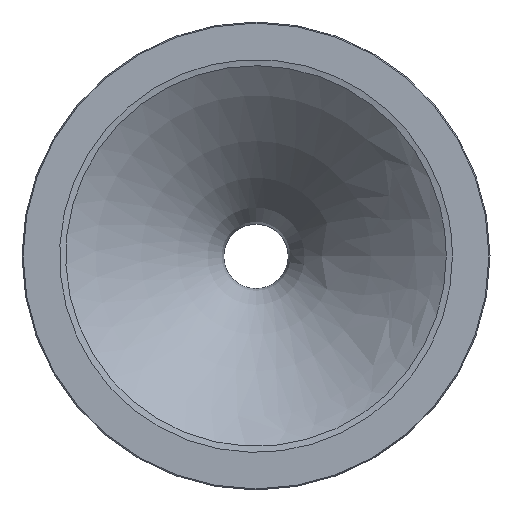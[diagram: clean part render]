
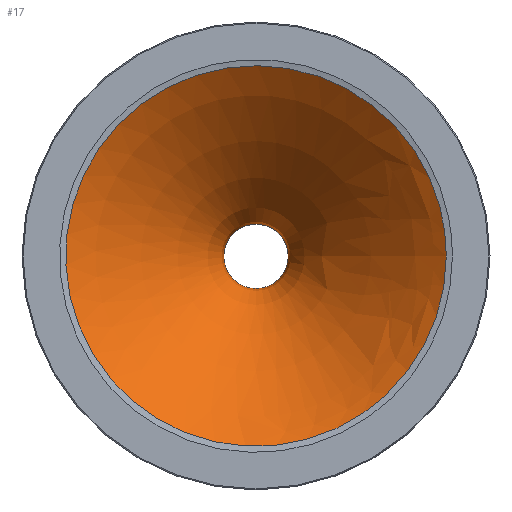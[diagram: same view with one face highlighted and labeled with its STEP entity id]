
A CAD part, top view. The second image highlights one B-rep face of the part: STEP entity #17.
In plain terms, the highlighted face is a revolution surface.
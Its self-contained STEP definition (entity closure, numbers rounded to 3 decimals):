
#17 = ADVANCED_FACE('',(#18),#33,.T.);
#18 = FACE_BOUND('',#19,.T.);
#19 = EDGE_LOOP('',(#20,#55,#82,#83));
#20 = ORIENTED_EDGE('',*,*,#21,.F.);
#21 = EDGE_CURVE('',#22,#24,#26,.T.);
#22 = VERTEX_POINT('',#23);
#23 = CARTESIAN_POINT('',(3.,0.,7.85));
#24 = VERTEX_POINT('',#25);
#25 = CARTESIAN_POINT('',(17.729,0.,
    23.871));
#26 = SEAM_CURVE('',#27,(#32,#48),.PCURVE_S1.);
#27 = B_SPLINE_CURVE_WITH_KNOTS('',3,(#28,#29,#30,#31),.UNSPECIFIED.,.F.
  ,.F.,(4,4),(0.,1.),.PIECEWISE_BEZIER_KNOTS.);
#28 = CARTESIAN_POINT('',(3.,0.,7.85));
#29 = CARTESIAN_POINT('',(3.401,0.,11.689));
#30 = CARTESIAN_POINT('',(16.684,0.,23.653));
#31 = CARTESIAN_POINT('',(18.,0.,24.));
#32 = PCURVE('',#33,#42);
#33 = SURFACE_OF_REVOLUTION('',#34,#39);
#34 = B_SPLINE_CURVE_WITH_KNOTS('',3,(#35,#36,#37,#38),.UNSPECIFIED.,.F.
  ,.F.,(4,4),(0.,1.),.PIECEWISE_BEZIER_KNOTS.);
#35 = CARTESIAN_POINT('',(3.,0.,7.85));
#36 = CARTESIAN_POINT('',(3.401,0.,11.689));
#37 = CARTESIAN_POINT('',(16.684,0.,23.653));
#38 = CARTESIAN_POINT('',(18.,0.,24.));
#39 = AXIS1_PLACEMENT('',#40,#41);
#40 = CARTESIAN_POINT('',(0.,0.,0.));
#41 = DIRECTION('',(0.,0.,-1.));
#42 = DEFINITIONAL_REPRESENTATION('',(#43),#47);
#43 = LINE('',#44,#45);
#44 = CARTESIAN_POINT('',(0.,0.));
#45 = VECTOR('',#46,1.);
#46 = DIRECTION('',(0.,1.));
#47 = ( GEOMETRIC_REPRESENTATION_CONTEXT(2) 
PARAMETRIC_REPRESENTATION_CONTEXT() REPRESENTATION_CONTEXT('2D SPACE',''
  ) );
#48 = PCURVE('',#33,#49);
#49 = DEFINITIONAL_REPRESENTATION('',(#50),#54);
#50 = LINE('',#51,#52);
#51 = CARTESIAN_POINT('',(6.283,0.));
#52 = VECTOR('',#53,1.);
#53 = DIRECTION('',(0.,1.));
#54 = ( GEOMETRIC_REPRESENTATION_CONTEXT(2) 
PARAMETRIC_REPRESENTATION_CONTEXT() REPRESENTATION_CONTEXT('2D SPACE',''
  ) );
#55 = ORIENTED_EDGE('',*,*,#56,.T.);
#56 = EDGE_CURVE('',#22,#22,#57,.T.);
#57 = SURFACE_CURVE('',#58,(#63,#70),.PCURVE_S1.);
#58 = CIRCLE('',#59,3.);
#59 = AXIS2_PLACEMENT_3D('',#60,#61,#62);
#60 = CARTESIAN_POINT('',(0.,0.,7.85));
#61 = DIRECTION('',(0.,0.,-1.));
#62 = DIRECTION('',(1.,0.,0.));
#63 = PCURVE('',#33,#64);
#64 = DEFINITIONAL_REPRESENTATION('',(#65),#69);
#65 = LINE('',#66,#67);
#66 = CARTESIAN_POINT('',(0.,0.));
#67 = VECTOR('',#68,1.);
#68 = DIRECTION('',(1.,0.));
#69 = ( GEOMETRIC_REPRESENTATION_CONTEXT(2) 
PARAMETRIC_REPRESENTATION_CONTEXT() REPRESENTATION_CONTEXT('2D SPACE',''
  ) );
#70 = PCURVE('',#71,#76);
#71 = CYLINDRICAL_SURFACE('',#72,3.);
#72 = AXIS2_PLACEMENT_3D('',#73,#74,#75);
#73 = CARTESIAN_POINT('',(0.,0.,7.85));
#74 = DIRECTION('',(0.,0.,-1.));
#75 = DIRECTION('',(1.,0.,0.));
#76 = DEFINITIONAL_REPRESENTATION('',(#77),#81);
#77 = LINE('',#78,#79);
#78 = CARTESIAN_POINT('',(0.,0.));
#79 = VECTOR('',#80,1.);
#80 = DIRECTION('',(1.,0.));
#81 = ( GEOMETRIC_REPRESENTATION_CONTEXT(2) 
PARAMETRIC_REPRESENTATION_CONTEXT() REPRESENTATION_CONTEXT('2D SPACE',''
  ) );
#82 = ORIENTED_EDGE('',*,*,#21,.T.);
#83 = ORIENTED_EDGE('',*,*,#84,.F.);
#84 = EDGE_CURVE('',#24,#24,#85,.T.);
#85 = SURFACE_CURVE('',#86,(#107,#131),.PCURVE_S1.);
#86 = B_SPLINE_CURVE_WITH_KNOTS('',10,(#87,#88,#89,#90,#91,#92,#93,#94,
    #95,#96,#97,#98,#99,#100,#101,#102,#103,#104,#105,#106),
  .UNSPECIFIED.,.T.,.F.,(11,9,11),(0.,56.549,
    113.097),.UNSPECIFIED.);
#87 = CARTESIAN_POINT('',(17.729,0.,
    23.871));
#88 = CARTESIAN_POINT('',(17.729,-5.489,
    23.871));
#89 = CARTESIAN_POINT('',(15.84,-11.062,23.871
    ));
#90 = CARTESIAN_POINT('',(11.969,-15.936,
    23.871));
#91 = CARTESIAN_POINT('',(6.419,-19.256,23.871)
  );
#92 = CARTESIAN_POINT('',(-0.005,-20.387,
    23.871));
#93 = CARTESIAN_POINT('',(-6.404,-19.229,23.871
    ));
#94 = CARTESIAN_POINT('',(-11.897,-15.945,23.871)
  );
#95 = CARTESIAN_POINT('',(-15.785,-11.14,
    23.871));
#96 = CARTESIAN_POINT('',(-17.729,-5.57,
    23.871));
#97 = CARTESIAN_POINT('',(-17.729,5.57,23.871
    ));
#98 = CARTESIAN_POINT('',(-15.785,11.14,
    23.871));
#99 = CARTESIAN_POINT('',(-11.897,15.945,23.871)
  );
#100 = CARTESIAN_POINT('',(-6.404,19.229,
    23.871));
#101 = CARTESIAN_POINT('',(-0.005,20.387,
    23.871));
#102 = CARTESIAN_POINT('',(6.419,19.256,
    23.871));
#103 = CARTESIAN_POINT('',(11.969,15.936,23.871
    ));
#104 = CARTESIAN_POINT('',(15.84,11.062,
    23.871));
#105 = CARTESIAN_POINT('',(17.729,5.489,
    23.871));
#106 = CARTESIAN_POINT('',(17.729,0.,
    23.871));
#107 = PCURVE('',#33,#108);
#108 = DEFINITIONAL_REPRESENTATION('',(#109),#130);
#109 = B_SPLINE_CURVE_WITH_KNOTS('',10,(#110,#111,#112,#113,#114,#115,
    #116,#117,#118,#119,#120,#121,#122,#123,#124,#125,#126,#127,#128,
    #129),.UNSPECIFIED.,.F.,.F.,(11,9,11),(0.,
    56.549,113.097),.UNSPECIFIED.);
#110 = CARTESIAN_POINT('',(0.,0.952));
#111 = CARTESIAN_POINT('',(0.31,0.952));
#112 = CARTESIAN_POINT('',(0.624,0.952));
#113 = CARTESIAN_POINT('',(0.94,0.952));
#114 = CARTESIAN_POINT('',(1.256,0.952));
#115 = CARTESIAN_POINT('',(1.571,0.952));
#116 = CARTESIAN_POINT('',(1.885,0.952));
#117 = CARTESIAN_POINT('',(2.199,0.952));
#118 = CARTESIAN_POINT('',(2.513,0.952));
#119 = CARTESIAN_POINT('',(2.827,0.952));
#120 = CARTESIAN_POINT('',(3.456,0.952));
#121 = CARTESIAN_POINT('',(3.77,0.952));
#122 = CARTESIAN_POINT('',(4.084,0.952));
#123 = CARTESIAN_POINT('',(4.398,0.952));
#124 = CARTESIAN_POINT('',(4.713,0.952));
#125 = CARTESIAN_POINT('',(5.027,0.952));
#126 = CARTESIAN_POINT('',(5.343,0.952));
#127 = CARTESIAN_POINT('',(5.659,0.952));
#128 = CARTESIAN_POINT('',(5.974,0.952));
#129 = CARTESIAN_POINT('',(6.283,0.952));
#130 = ( GEOMETRIC_REPRESENTATION_CONTEXT(2) 
PARAMETRIC_REPRESENTATION_CONTEXT() REPRESENTATION_CONTEXT('2D SPACE',''
  ) );
#131 = PCURVE('',#132,#173);
#132 = B_SPLINE_SURFACE_WITH_KNOTS('',1,10,(
    (#133,#134,#135,#136,#137,#138,#139,#140,#141,#142,#143,#144,#145
      ,#146,#147,#148,#149,#150,#151,#152)
    ,(#153,#154,#155,#156,#157,#158,#159,#160,#161,#162,#163,#164,#165
      ,#166,#167,#168,#169,#170,#171,#172
    )),.UNSPECIFIED.,.F.,.T.,.F.,(2,2),(11,9,11),(0.,113.097),(
    0.,56.549,113.097),.UNSPECIFIED.);
#133 = CARTESIAN_POINT('',(17.729,0.,
    23.871));
#134 = CARTESIAN_POINT('',(17.729,-5.489,
    23.871));
#135 = CARTESIAN_POINT('',(15.84,-11.062,
    23.871));
#136 = CARTESIAN_POINT('',(11.969,-15.936,
    23.871));
#137 = CARTESIAN_POINT('',(6.419,-19.256,23.871
    ));
#138 = CARTESIAN_POINT('',(-0.005,-20.387,
    23.871));
#139 = CARTESIAN_POINT('',(-6.404,-19.229,
    23.871));
#140 = CARTESIAN_POINT('',(-11.897,-15.945,23.871
    ));
#141 = CARTESIAN_POINT('',(-15.785,-11.14,
    23.871));
#142 = CARTESIAN_POINT('',(-17.729,-5.57,
    23.871));
#143 = CARTESIAN_POINT('',(-17.729,5.57,
    23.871));
#144 = CARTESIAN_POINT('',(-15.785,11.14,
    23.871));
#145 = CARTESIAN_POINT('',(-11.897,15.945,23.871
    ));
#146 = CARTESIAN_POINT('',(-6.404,19.229,
    23.871));
#147 = CARTESIAN_POINT('',(-0.005,20.387,
    23.871));
#148 = CARTESIAN_POINT('',(6.419,19.256,
    23.871));
#149 = CARTESIAN_POINT('',(11.969,15.936,23.871
    ));
#150 = CARTESIAN_POINT('',(15.84,11.062,
    23.871));
#151 = CARTESIAN_POINT('',(17.729,5.489,
    23.871));
#152 = CARTESIAN_POINT('',(17.729,0.,
    23.871));
#153 = CARTESIAN_POINT('',(18.3,0.,24.));
#154 = CARTESIAN_POINT('',(18.3,-5.666,24.));
#155 = CARTESIAN_POINT('',(16.351,-11.418,
    24.));
#156 = CARTESIAN_POINT('',(12.354,-16.449,
    24.));
#157 = CARTESIAN_POINT('',(6.625,-19.876,
    24.));
#158 = CARTESIAN_POINT('',(-0.005,-21.044,
    24.));
#159 = CARTESIAN_POINT('',(-6.61,-19.848,
    24.));
#160 = CARTESIAN_POINT('',(-12.281,-16.458,
    24.));
#161 = CARTESIAN_POINT('',(-16.293,-11.498,
    24.));
#162 = CARTESIAN_POINT('',(-18.3,-5.749,24.));
#163 = CARTESIAN_POINT('',(-18.3,5.749,24.));
#164 = CARTESIAN_POINT('',(-16.293,11.498,
    24.));
#165 = CARTESIAN_POINT('',(-12.281,16.458,
    24.));
#166 = CARTESIAN_POINT('',(-6.61,19.848,
    24.));
#167 = CARTESIAN_POINT('',(-0.005,21.044,
    24.));
#168 = CARTESIAN_POINT('',(6.625,19.876,
    24.));
#169 = CARTESIAN_POINT('',(12.354,16.449,
    24.));
#170 = CARTESIAN_POINT('',(16.351,11.418,
    24.));
#171 = CARTESIAN_POINT('',(18.3,5.666,24.));
#172 = CARTESIAN_POINT('',(18.3,0.,24.));
#173 = DEFINITIONAL_REPRESENTATION('',(#174),#178);
#174 = LINE('',#175,#176);
#175 = CARTESIAN_POINT('',(0.,0.));
#176 = VECTOR('',#177,1.);
#177 = DIRECTION('',(0.,1.));
#178 = ( GEOMETRIC_REPRESENTATION_CONTEXT(2) 
PARAMETRIC_REPRESENTATION_CONTEXT() REPRESENTATION_CONTEXT('2D SPACE',''
  ) );
